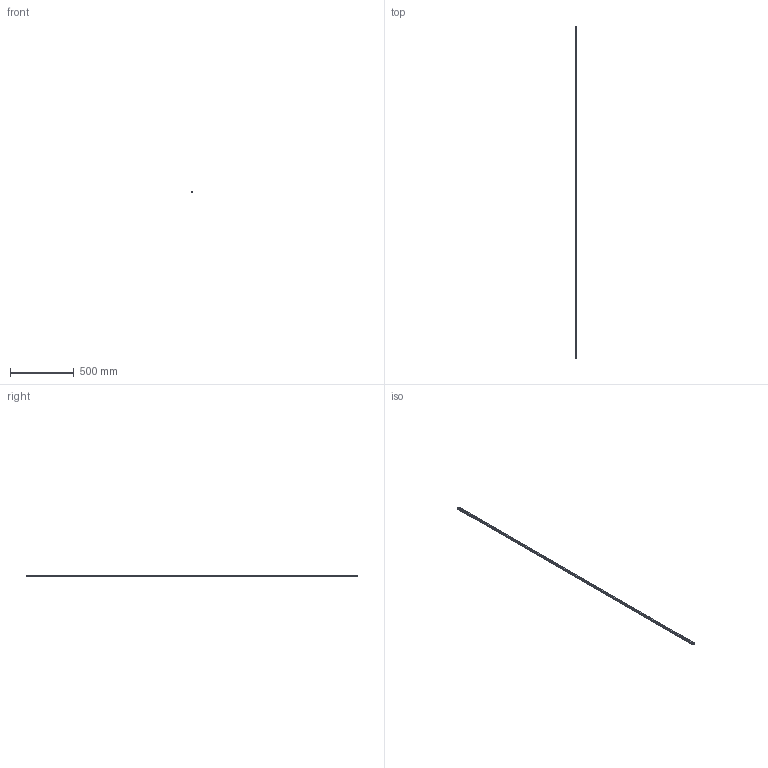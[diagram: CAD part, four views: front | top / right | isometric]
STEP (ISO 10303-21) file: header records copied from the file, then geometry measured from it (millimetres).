
FILE_DESCRIPTION(('STEP AP214'),'1');
FILE_NAME('cctmp_628AE1CE-6B7F-4EB9-930A-B78E82AB6542_2020_6_9_15_19_44_577..stp','2020-06-09T13:19:44',('HIWIN GmbH'),('CADClick - www.CADClick.com'),'Spatial InterOp 3D',' ','unknown authorization');
FILE_SCHEMA(('AUTOMOTIVE_DESIGN'));
Length unit declared in the file: millimetre
Products named in the file (1): HGR15R2610H_FILE
Bounding box: 15 x 2610 x 15 mm (x, y, z)
Volume: 479357.9 mm3; surface area: 173956 mm2
Topology: 1 solids, 1 shells, 511 faces, 1119 edges, 746 vertices
Faces by surface type: cylinder 290, plane 221
Entity records: 18385 total; most frequent: DIRECTION 2723, CARTESIAN_POINT 2377, ORIENTED_EDGE 2238, EDGE_CURVE 1119, AXIS2_PLACEMENT_3D 1092, VERTEX_POINT 746, EDGE_LOOP 647, CIRCLE 580
